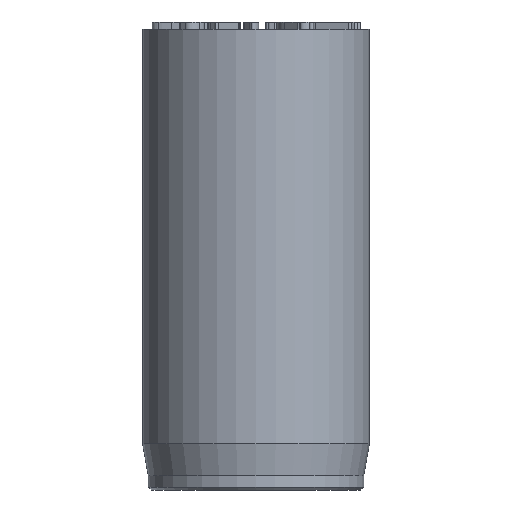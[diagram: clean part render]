
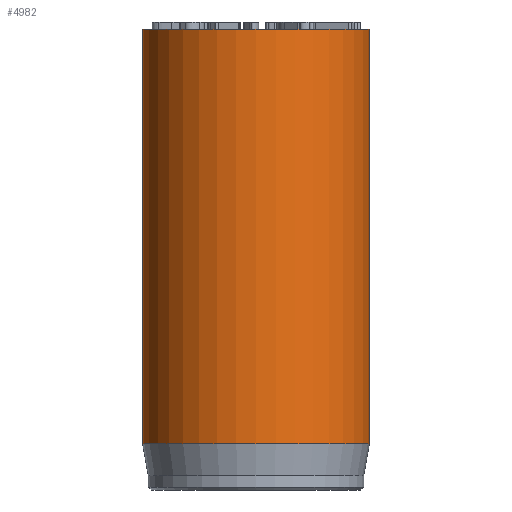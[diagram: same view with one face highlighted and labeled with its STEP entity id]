
A CAD part, front view. The second image highlights one B-rep face of the part: STEP entity #4982.
In plain terms, the highlighted cylindrical face has radius 8 mm (diameter 16 mm), a full revolution.
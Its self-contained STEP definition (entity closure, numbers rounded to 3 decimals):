
#32=CYLINDRICAL_SURFACE('',#5172,8.);
#44=CIRCLE('',#5135,8.);
#60=CIRCLE('',#5170,8.);
#61=CIRCLE('',#5171,8.);
#459=FACE_OUTER_BOUND('',#764,.T.);
#764=EDGE_LOOP('',(#4471,#4472,#4473,#4474,#4475));
#1136=LINE('',#9427,#1514);
#1514=VECTOR('',#5788,8.);
#2313=VERTEX_POINT('',#9362);
#2329=VERTEX_POINT('',#9421);
#2330=VERTEX_POINT('',#9422);
#3023=EDGE_CURVE('',#2313,#2313,#44,.T.);
#3047=EDGE_CURVE('',#2329,#2330,#60,.T.);
#3048=EDGE_CURVE('',#2330,#2329,#61,.T.);
#3050=EDGE_CURVE('',#2313,#2329,#1136,.T.);
#4471=ORIENTED_EDGE('',*,*,#3023,.T.);
#4472=ORIENTED_EDGE('',*,*,#3050,.T.);
#4473=ORIENTED_EDGE('',*,*,#3047,.T.);
#4474=ORIENTED_EDGE('',*,*,#3048,.T.);
#4475=ORIENTED_EDGE('',*,*,#3050,.F.);
#4982=ADVANCED_FACE('',(#459),#32,.T.);
#5135=AXIS2_PLACEMENT_3D('',#9363,#5703,#5704);
#5170=AXIS2_PLACEMENT_3D('',#9423,#5781,#5782);
#5171=AXIS2_PLACEMENT_3D('',#9424,#5783,#5784);
#5172=AXIS2_PLACEMENT_3D('',#9426,#5786,#5787);
#5703=DIRECTION('center_axis',(0.,0.,-1.));
#5704=DIRECTION('ref_axis',(-1.,0.,0.));
#5781=DIRECTION('center_axis',(0.,0.,1.));
#5782=DIRECTION('ref_axis',(-1.,0.,0.));
#5783=DIRECTION('center_axis',(0.,0.,1.));
#5784=DIRECTION('ref_axis',(-1.,0.,0.));
#5786=DIRECTION('center_axis',(0.,0.,1.));
#5787=DIRECTION('ref_axis',(-1.,0.,0.));
#5788=DIRECTION('',(0.,0.,-1.));
#9362=CARTESIAN_POINT('',(8.,0.,32.5));
#9363=CARTESIAN_POINT('Origin',(0.,0.,32.5));
#9421=CARTESIAN_POINT('',(8.,0.,3.269));
#9422=CARTESIAN_POINT('',(-8.,0.,3.269));
#9423=CARTESIAN_POINT('Origin',(0.,0.,3.269));
#9424=CARTESIAN_POINT('Origin',(0.,0.,3.269));
#9426=CARTESIAN_POINT('Origin',(0.,0.,0.));
#9427=CARTESIAN_POINT('',(8.,0.,0.));
